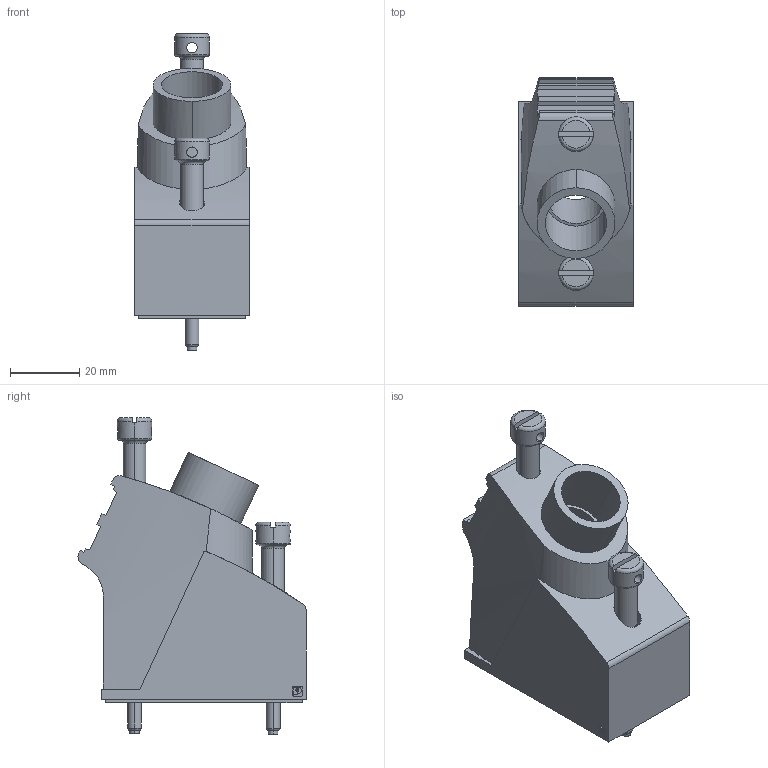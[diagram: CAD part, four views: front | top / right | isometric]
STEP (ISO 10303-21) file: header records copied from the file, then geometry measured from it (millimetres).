
FILE_DESCRIPTION(('Creo Elements/Direct Modeling STEP Export'),'2;1');
FILE_NAME('model.stp','2020-12-02T 9:37:52',(''),(''),'Creo Elements/Direct Modeling STEP processor for AP214 (Solid Model)','Creo Elements/Direct Modeling 20.1A 29-Sep-2018 (C) Parametric Technology GmbH','');
FILE_SCHEMA(('AUTOMOTIVE_DESIGN { 1 0 10303 214 1 1 1 1 }'));
Length unit declared in the file: millimetre
Products named in the file (2): VC-..-T1-R; VC-...-T1-R
Assembly tree (1 placements, depth 2):
  VC-...-T1-R
    VC-..-T1-R
Bounding box: 33 x 65.83 x 91.4 mm (x, y, z)
Volume: 50283.9 mm3; surface area: 23378.8 mm2
Topology: 1 solids, 1 shells, 210 faces, 507 edges, 330 vertices
Faces by surface type: plane 93, cylinder 87, torus 22, cone 8
Entity records: 11782 total; most frequent: CARTESIAN_POINT 5268, ORIENTED_EDGE 1014, DIRECTION 958, EDGE_CURVE 507, AXIS2_PLACEMENT_3D 361, VERTEX_POINT 330, EDGE_LOOP 247, VECTOR 236
